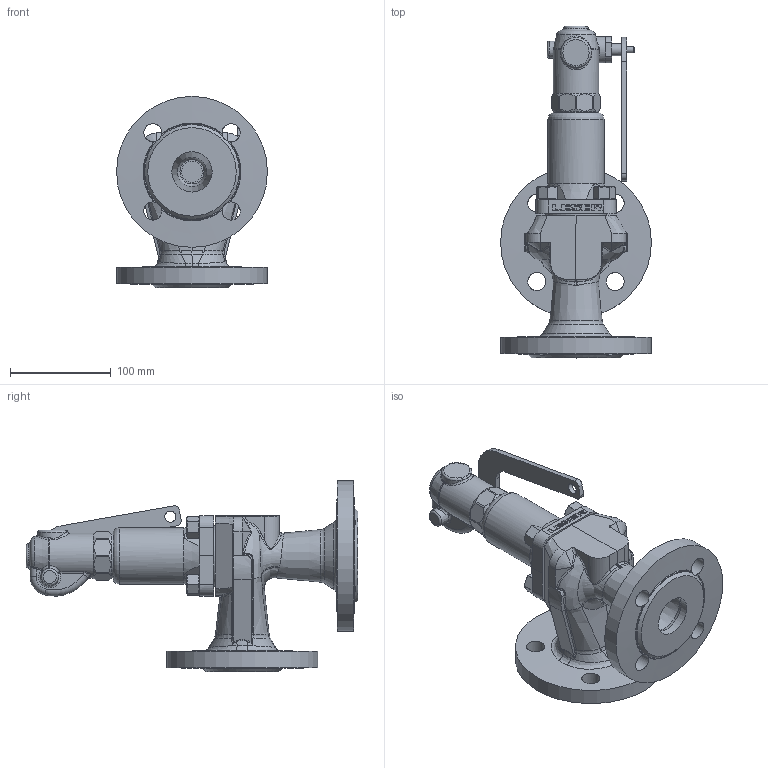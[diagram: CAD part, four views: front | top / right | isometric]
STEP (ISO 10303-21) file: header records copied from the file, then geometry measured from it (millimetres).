
FILE_DESCRIPTION(/* description */ (''),/* implementation_level */ '2;1');
FILE_NAME(/* name */ 'AT4511_103207.step',/* time_stamp */ '2025-08-06T15:17:13+02:00',/* author */ (''),/* organization */ (''),/* preprocessor_version */ 'ST-DEVELOPER v20.1',/* originating_system */ 'Autodesk Translation Framework v14.10.0.0',/* authorisation */ '');
FILE_SCHEMA (('AUTOMOTIVE_DESIGN { 1 0 10303 214 3 1 1 }'));
Products named in the file (9): 10000496781_G3D_000_ASM; 10000496782_G3D_000; 10000496783_G3D_000; 10000496784_G3D_000_ASM; 10000496785_G3D_000; 10000496786_G3D_000; 10000496787_G3D_000; 10000496788_G3D_000; 10000496789_G3D_000
Assembly tree (11 placements, depth 3):
  10000496781_G3D_000_ASM
    10000496782_G3D_000
    10000496783_G3D_000
    10000496784_G3D_000_ASM
      10000496785_G3D_000
      10000496786_G3D_000
      10000496787_G3D_000
      10000496788_G3D_000
    10000496789_G3D_000  x4
Bounding box: 150 x 330 x 190 mm (x, y, z)
Volume: 1149350.8 mm3; surface area: 262352.9 mm2
Topology: 10 solids, 10 shells, 750 faces, 1843 edges, 1128 vertices
Faces by surface type: bspline 241, plane 210, cylinder 150, cone 83, torus 47, sphere 19
Full cylindrical faces by diameter (mm): 6 x1, 8.1 x1, 11 x1, 12 x10, 12.3 x3, 14 x4, 15 x1, 18 x8, 20.955 x2, 20.956 x1, 24 x1, 26 x1, 29 x1, 33 x2, 33.5 x1, 37 x1, 40 x2, 42 x1, 45 x2, 47 x1, 48 x1, 54 x1, 56 x1, 60 x2, 150 x2
Entity records: 51229 total; most frequent: CARTESIAN_POINT 36750, ORIENTED_EDGE 3306, DIRECTION 2555, EDGE_CURVE 1653, AXIS2_PLACEMENT_3D 1043, VERTEX_POINT 1014, EDGE_LOOP 725, FACE_OUTER_BOUND 669
